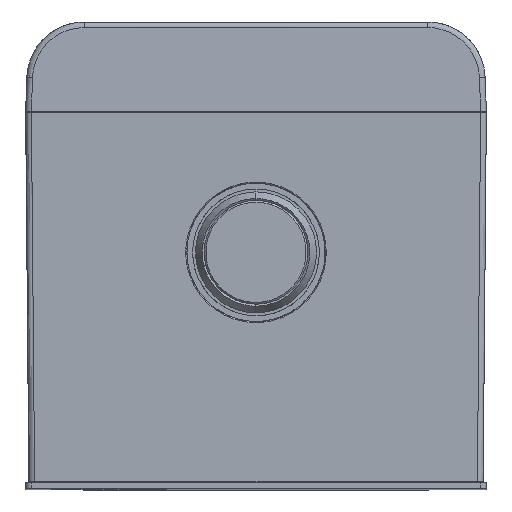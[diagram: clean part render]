
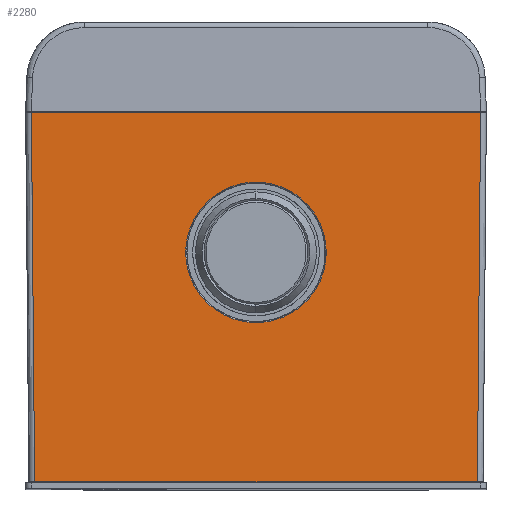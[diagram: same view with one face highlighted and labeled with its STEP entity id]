
A CAD part, top view. The second image highlights one B-rep face of the part: STEP entity #2280.
In plain terms, the highlighted planar face has unit normal (0, 0, 1).
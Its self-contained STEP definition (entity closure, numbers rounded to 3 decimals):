
#116=FACE_BOUND('',#7203,.T.);
#2280=ADVANCED_FACE('',(#4709,#116),#33820,.T.);
#4709=FACE_OUTER_BOUND('',#7202,.T.);
#7202=EDGE_LOOP('',(#17522,#17523,#17524,#17525));
#7203=EDGE_LOOP('',(#17526,#17527));
#17522=ORIENTED_EDGE('',*,*,#23872,.T.);
#17523=ORIENTED_EDGE('',*,*,#24390,.T.);
#17524=ORIENTED_EDGE('',*,*,#23873,.T.);
#17525=ORIENTED_EDGE('',*,*,#24387,.T.);
#17526=ORIENTED_EDGE('',*,*,#24298,.T.);
#17527=ORIENTED_EDGE('',*,*,#23603,.F.);
#23603=EDGE_CURVE('',#32864,#32865,#29553,.T.);
#23872=EDGE_CURVE('',#33130,#33131,#26403,.T.);
#23873=EDGE_CURVE('',#33132,#33133,#26404,.T.);
#24298=EDGE_CURVE('',#32864,#32865,#29943,.T.);
#24387=EDGE_CURVE('',#33133,#33130,#30028,.T.);
#24390=EDGE_CURVE('',#33131,#33132,#30031,.T.);
#26403=B_SPLINE_CURVE_WITH_KNOTS('',1,(#113642,#113643),.UNSPECIFIED.,.F.,
 .F.,(2,2),(0.,77.996),.UNSPECIFIED.);
#26404=B_SPLINE_CURVE_WITH_KNOTS('',1,(#113644,#113645),.UNSPECIFIED.,.F.,
 .F.,(2,2),(0.,76.878),.UNSPECIFIED.);
#29553=(
BOUNDED_CURVE()
B_SPLINE_CURVE(2,(#112811,#112812,#112813,#112814,#112815),
 .UNSPECIFIED.,.F.,.F.)
B_SPLINE_CURVE_WITH_KNOTS((3,2,3),(-38.327,-19.164,
0.),.UNSPECIFIED.)
CURVE()
GEOMETRIC_REPRESENTATION_ITEM()
RATIONAL_B_SPLINE_CURVE((1.,0.707,1.,0.707,1.))
REPRESENTATION_ITEM('')
);
#29943=(
BOUNDED_CURVE()
B_SPLINE_CURVE(2,(#115036,#115037,#115038,#115039,#115040),
 .UNSPECIFIED.,.F.,.F.)
B_SPLINE_CURVE_WITH_KNOTS((3,2,3),(0.,19.164,38.327),
 .UNSPECIFIED.)
CURVE()
GEOMETRIC_REPRESENTATION_ITEM()
RATIONAL_B_SPLINE_CURVE((1.,0.707,1.,0.707,1.))
REPRESENTATION_ITEM('')
);
#30028=(
BOUNDED_CURVE()
B_SPLINE_CURVE(1,(#115527,#115528),.UNSPECIFIED.,.F.,.F.)
B_SPLINE_CURVE_WITH_KNOTS((2,2),(0.,64.102),.UNSPECIFIED.)
CURVE()
GEOMETRIC_REPRESENTATION_ITEM()
RATIONAL_B_SPLINE_CURVE((1.,1.))
REPRESENTATION_ITEM('')
);
#30031=(
BOUNDED_CURVE()
B_SPLINE_CURVE(1,(#115543,#115544),.UNSPECIFIED.,.F.,.F.)
B_SPLINE_CURVE_WITH_KNOTS((2,2),(0.,64.102),.UNSPECIFIED.)
CURVE()
GEOMETRIC_REPRESENTATION_ITEM()
RATIONAL_B_SPLINE_CURVE((1.,1.))
REPRESENTATION_ITEM('')
);
#32864=VERTEX_POINT('',#112241);
#32865=VERTEX_POINT('',#112242);
#33130=VERTEX_POINT('',#112507);
#33131=VERTEX_POINT('',#112508);
#33132=VERTEX_POINT('',#112509);
#33133=VERTEX_POINT('',#112510);
#33820=PLANE('',#36337);
#36337=AXIS2_PLACEMENT_3D('',#104571,#36903,$);
#36903=DIRECTION('',(0.,0.,1.));
#104571=CARTESIAN_POINT('',(-6.684,-5.222,0.));
#112241=CARTESIAN_POINT('',(52.326,41.,0.));
#112242=CARTESIAN_POINT('',(27.926,41.,0.));
#112507=CARTESIAN_POINT('',(79.124,65.3,0.));
#112508=CARTESIAN_POINT('',(1.127,65.3,0.));
#112509=CARTESIAN_POINT('',(1.687,1.2,0.));
#112510=CARTESIAN_POINT('',(78.564,1.2,0.));
#112811=CARTESIAN_POINT('',(52.326,41.,0.));
#112812=CARTESIAN_POINT('',(52.326,53.2,0.));
#112813=CARTESIAN_POINT('',(40.126,53.2,0.));
#112814=CARTESIAN_POINT('',(27.926,53.2,0.));
#112815=CARTESIAN_POINT('',(27.926,41.,0.));
#113642=CARTESIAN_POINT('',(79.124,65.3,0.));
#113643=CARTESIAN_POINT('',(1.127,65.3,0.));
#113644=CARTESIAN_POINT('',(1.687,1.2,0.));
#113645=CARTESIAN_POINT('',(78.564,1.2,0.));
#115036=CARTESIAN_POINT('',(52.326,41.,0.));
#115037=CARTESIAN_POINT('',(52.326,28.8,0.));
#115038=CARTESIAN_POINT('',(40.126,28.8,0.));
#115039=CARTESIAN_POINT('',(27.926,28.8,0.));
#115040=CARTESIAN_POINT('',(27.926,41.,0.));
#115527=CARTESIAN_POINT('',(78.564,1.2,0.));
#115528=CARTESIAN_POINT('',(79.124,65.3,0.));
#115543=CARTESIAN_POINT('',(1.127,65.3,0.));
#115544=CARTESIAN_POINT('',(1.687,1.2,0.));
